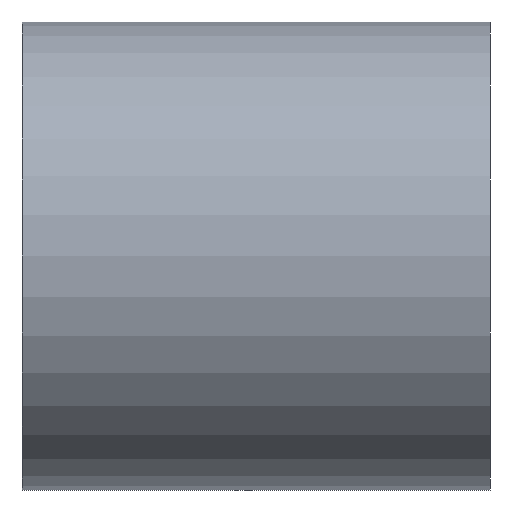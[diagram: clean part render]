
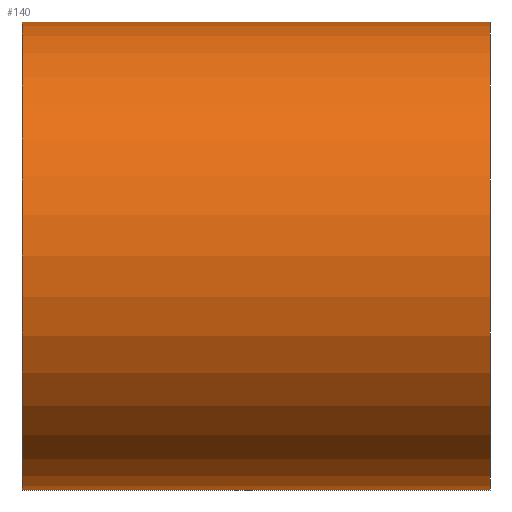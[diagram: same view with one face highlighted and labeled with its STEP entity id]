
A CAD part, left-side view. The second image highlights one B-rep face of the part: STEP entity #140.
In plain terms, the highlighted cylindrical face has radius 4.763 mm (diameter 9.525 mm), a partial arc.
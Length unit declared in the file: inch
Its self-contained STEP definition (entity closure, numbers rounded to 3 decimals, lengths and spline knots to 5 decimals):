
#7 = VERTEX_POINT ( 'NONE', #102 ) ;
#8 = VERTEX_POINT ( 'NONE', #101 ) ;
#9 = VERTEX_POINT ( 'NONE', #100 ) ;
#10 = VERTEX_POINT ( 'NONE', #99 ) ;
#12 = ORIENTED_EDGE ( 'NONE', *, *, #137, .F. ) ;
#15 = ORIENTED_EDGE ( 'NONE', *, *, #136, .T. ) ;
#19 = ORIENTED_EDGE ( 'NONE', *, *, #133, .F. ) ;
#22 = ORIENTED_EDGE ( 'NONE', *, *, #138, .T. ) ;
#23 = EDGE_LOOP ( 'NONE', ( #19, #12, #15, #22 ) ) ;
#28 = VECTOR ( 'NONE', #86, 39.37008 ) ;
#29 = AXIS2_PLACEMENT_3D ( 'NONE', #89, #46, #45 ) ;
#38 = CARTESIAN_POINT ( 'NONE',  ( 0., 0.375, 0. ) ) ;
#42 = DIRECTION ( 'NONE',  ( 0., 0., 1. ) ) ;
#43 = DIRECTION ( 'NONE',  ( 0., 1., 0. ) ) ;
#44 = CARTESIAN_POINT ( 'NONE',  ( 0., 0., 0. ) ) ;
#45 = DIRECTION ( 'NONE',  ( 0., 0., 1. ) ) ;
#46 = DIRECTION ( 'NONE',  ( 0., 1., 0. ) ) ;
#86 = DIRECTION ( 'NONE',  ( 0., -1., 0. ) ) ;
#87 = CARTESIAN_POINT ( 'NONE',  ( 0., 0.375, -0.1875 ) ) ;
#88 = LINE ( 'NONE', #87, #28 ) ;
#89 = CARTESIAN_POINT ( 'NONE',  ( 0., 0.375, 0. ) ) ;
#96 = DIRECTION ( 'NONE',  ( 0., -1., 0. ) ) ;
#97 = CARTESIAN_POINT ( 'NONE',  ( 0., 0.375, 0.1875 ) ) ;
#98 = LINE ( 'NONE', #97, #144 ) ;
#99 = CARTESIAN_POINT ( 'NONE',  ( 0., 0.375, 0.1875 ) ) ;
#100 = CARTESIAN_POINT ( 'NONE',  ( 0., 0., -0.1875 ) ) ;
#101 = CARTESIAN_POINT ( 'NONE',  ( 0., 0.375, -0.1875 ) ) ;
#102 = CARTESIAN_POINT ( 'NONE',  ( 0., 0., 0.1875 ) ) ;
#110 = DIRECTION ( 'NONE',  ( 0., -1., 0. ) ) ;
#111 = DIRECTION ( 'NONE',  ( 0., 0., -1. ) ) ;
#113 = FACE_OUTER_BOUND ( 'NONE', #23, .T. ) ;
#115 = AXIS2_PLACEMENT_3D ( 'NONE', #38, #110, #111 ) ;
#116 = CYLINDRICAL_SURFACE ( 'NONE', #115, 0.1875 ) ;
#129 = CIRCLE ( 'NONE', #29, 0.1875 ) ;
#130 = CIRCLE ( 'NONE', #143, 0.1875 ) ;
#133 = EDGE_CURVE ( 'NONE', #10, #7, #98, .T. ) ;
#136 = EDGE_CURVE ( 'NONE', #8, #9, #88, .T. ) ;
#137 = EDGE_CURVE ( 'NONE', #8, #10, #129, .T. ) ;
#138 = EDGE_CURVE ( 'NONE', #9, #7, #130, .T. ) ;
#140 = ADVANCED_FACE ( 'NONE', ( #113 ), #116, .T. ) ;
#143 = AXIS2_PLACEMENT_3D ( 'NONE', #44, #43, #42 ) ;
#144 = VECTOR ( 'NONE', #96, 39.37008 ) ;
